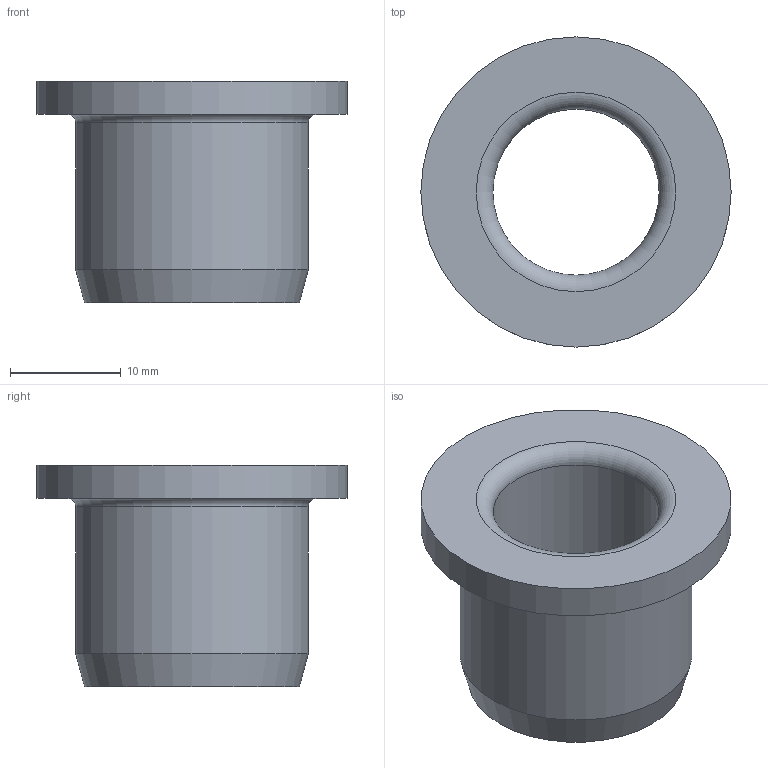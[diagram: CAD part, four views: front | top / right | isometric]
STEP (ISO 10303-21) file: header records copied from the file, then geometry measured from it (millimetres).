
FILE_DESCRIPTION(('STEP AP203'),'1');
FILE_NAME('621-015x21x20-28x03.stp','2018-05-21T09:58:15',(' '),(' '),'Spatial InterOp 3D',' ',' ');
FILE_SCHEMA(('CONFIG_CONTROL_DESIGN'));
Length unit declared in the file: metre
Products named in the file (2): 621-015x21x20-28x3
Assembly tree (1 placements, depth 2):
  (unnamed)
    621-015x21x20-28x3
Bounding box: 28 x 28 x 20 mm (x, y, z)
Volume: 4107.9 mm3; surface area: 3103.8 mm2
Topology: 1 solids, 1 shells, 9 faces, 17 edges, 11 vertices
Faces by surface type: plane 3, cylinder 3, torus 2, cone 1
Full cylindrical faces by diameter (mm): 15 x1, 21 x1, 28 x1
Entity records: 288 total; most frequent: DIRECTION 40, CARTESIAN_POINT 29, AXIS2_PLACEMENT_3D 20, EDGE_LOOP 18, ORIENTED_EDGE 18, FACE_OUTER_BOUND 14, CC_DESIGN_PERSON_AND_ORGANIZATION_ASSIGNMENT 10, ADVANCED_FACE 9
